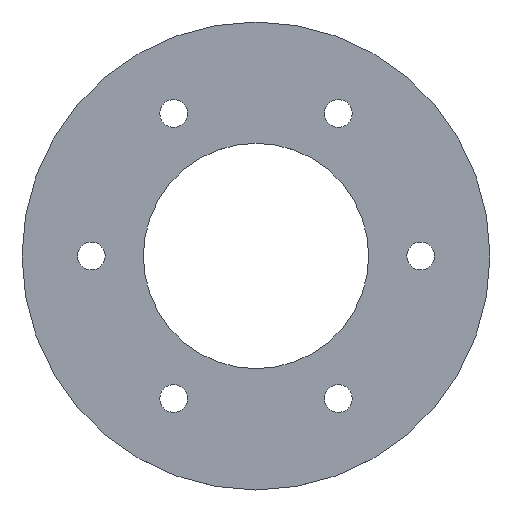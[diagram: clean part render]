
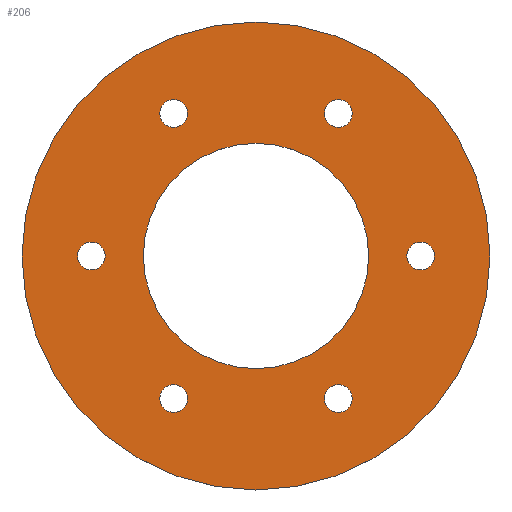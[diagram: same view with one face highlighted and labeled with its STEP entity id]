
A CAD part, top view. The second image highlights one B-rep face of the part: STEP entity #206.
In plain terms, the highlighted planar face has unit normal (0, 0, 1).
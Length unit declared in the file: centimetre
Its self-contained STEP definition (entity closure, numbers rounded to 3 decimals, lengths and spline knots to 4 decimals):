
#20=FACE_BOUND('',#55,.T.);
#21=FACE_BOUND('',#56,.T.);
#22=FACE_BOUND('',#57,.T.);
#23=FACE_BOUND('',#58,.T.);
#24=FACE_BOUND('',#59,.T.);
#25=FACE_BOUND('',#60,.T.);
#26=FACE_BOUND('',#61,.T.);
#34=PLANE('',#235);
#44=FACE_OUTER_BOUND('',#54,.T.);
#54=EDGE_LOOP('',(#174));
#55=EDGE_LOOP('',(#175));
#56=EDGE_LOOP('',(#176));
#57=EDGE_LOOP('',(#177));
#58=EDGE_LOOP('',(#178));
#59=EDGE_LOOP('',(#179));
#60=EDGE_LOOP('',(#180));
#61=EDGE_LOOP('',(#181));
#86=CIRCLE('',#212,8.);
#88=CIRCLE('',#215,8.);
#90=CIRCLE('',#218,65.);
#92=CIRCLE('',#221,8.);
#94=CIRCLE('',#224,8.);
#96=CIRCLE('',#227,8.);
#98=CIRCLE('',#230,8.);
#100=CIRCLE('',#233,135.);
#102=VERTEX_POINT('',#307);
#104=VERTEX_POINT('',#313);
#106=VERTEX_POINT('',#319);
#108=VERTEX_POINT('',#325);
#110=VERTEX_POINT('',#331);
#112=VERTEX_POINT('',#337);
#114=VERTEX_POINT('',#343);
#116=VERTEX_POINT('',#349);
#118=EDGE_CURVE('',#102,#102,#86,.T.);
#121=EDGE_CURVE('',#104,#104,#88,.T.);
#124=EDGE_CURVE('',#106,#106,#90,.T.);
#127=EDGE_CURVE('',#108,#108,#92,.T.);
#130=EDGE_CURVE('',#110,#110,#94,.T.);
#133=EDGE_CURVE('',#112,#112,#96,.T.);
#136=EDGE_CURVE('',#114,#114,#98,.T.);
#139=EDGE_CURVE('',#116,#116,#100,.T.);
#174=ORIENTED_EDGE('',*,*,#139,.F.);
#175=ORIENTED_EDGE('',*,*,#136,.F.);
#176=ORIENTED_EDGE('',*,*,#133,.F.);
#177=ORIENTED_EDGE('',*,*,#130,.F.);
#178=ORIENTED_EDGE('',*,*,#127,.F.);
#179=ORIENTED_EDGE('',*,*,#124,.F.);
#180=ORIENTED_EDGE('',*,*,#121,.F.);
#181=ORIENTED_EDGE('',*,*,#118,.F.);
#206=ADVANCED_FACE('',(#44,#20,#21,#22,#23,#24,#25,#26),#34,.T.);
#212=AXIS2_PLACEMENT_3D('',#308,#244,#245);
#215=AXIS2_PLACEMENT_3D('',#314,#251,#252);
#218=AXIS2_PLACEMENT_3D('',#320,#258,#259);
#221=AXIS2_PLACEMENT_3D('',#326,#265,#266);
#224=AXIS2_PLACEMENT_3D('',#332,#272,#273);
#227=AXIS2_PLACEMENT_3D('',#338,#279,#280);
#230=AXIS2_PLACEMENT_3D('',#344,#286,#287);
#233=AXIS2_PLACEMENT_3D('',#350,#293,#294);
#235=AXIS2_PLACEMENT_3D('',#354,#298,#299);
#244=DIRECTION('center_axis',(0.,0.,1.));
#245=DIRECTION('ref_axis',(0.,-1.,0.));
#251=DIRECTION('center_axis',(0.,0.,1.));
#252=DIRECTION('ref_axis',(0.,1.,0.));
#258=DIRECTION('center_axis',(0.,0.,1.));
#259=DIRECTION('ref_axis',(0.,-1.,0.));
#265=DIRECTION('center_axis',(0.,0.,1.));
#266=DIRECTION('ref_axis',(0.,1.,0.));
#272=DIRECTION('center_axis',(0.,0.,1.));
#273=DIRECTION('ref_axis',(0.,-1.,0.));
#279=DIRECTION('center_axis',(0.,0.,1.));
#280=DIRECTION('ref_axis',(0.,-1.,0.));
#286=DIRECTION('center_axis',(0.,0.,1.));
#287=DIRECTION('ref_axis',(0.,-1.,0.));
#293=DIRECTION('center_axis',(0.,0.,-1.));
#294=DIRECTION('ref_axis',(0.,-1.,0.));
#298=DIRECTION('center_axis',(0.,0.,1.));
#299=DIRECTION('ref_axis',(1.,0.,0.));
#307=CARTESIAN_POINT('',(-95.,8.,3.));
#308=CARTESIAN_POINT('Origin',(-95.,0.,3.));
#313=CARTESIAN_POINT('',(-47.5,74.2724,3.));
#314=CARTESIAN_POINT('Origin',(-47.5,82.2724,3.));
#319=CARTESIAN_POINT('',(0.,65.,3.));
#320=CARTESIAN_POINT('Origin',(0.,0.,3.));
#325=CARTESIAN_POINT('',(47.5,74.2724,3.));
#326=CARTESIAN_POINT('Origin',(47.5,82.2724,3.));
#331=CARTESIAN_POINT('',(95.,8.,3.));
#332=CARTESIAN_POINT('Origin',(95.,0.,3.));
#337=CARTESIAN_POINT('',(47.5,-74.2724,3.));
#338=CARTESIAN_POINT('Origin',(47.5,-82.2724,3.));
#343=CARTESIAN_POINT('',(-47.5,-74.2724,3.));
#344=CARTESIAN_POINT('Origin',(-47.5,-82.2724,3.));
#349=CARTESIAN_POINT('',(0.,135.,3.));
#350=CARTESIAN_POINT('Origin',(0.,0.,3.));
#354=CARTESIAN_POINT('Origin',(0.,0.,3.));
